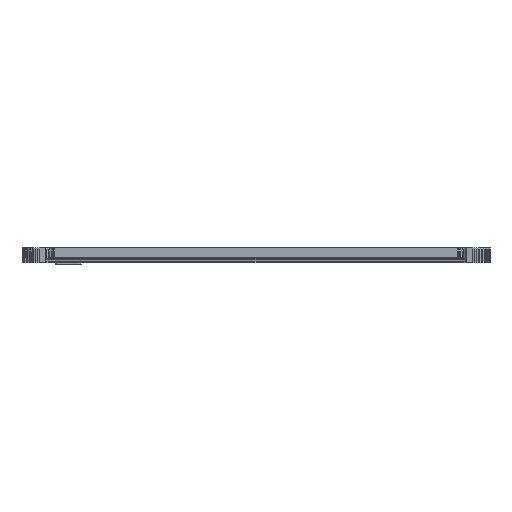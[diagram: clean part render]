
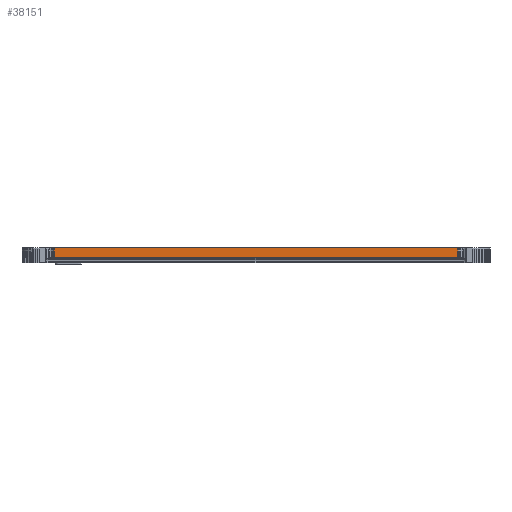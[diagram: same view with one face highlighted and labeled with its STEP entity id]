
A CAD part, front view. The second image highlights one B-rep face of the part: STEP entity #38151.
In plain terms, the highlighted planar face has unit normal (0, -1, 0).
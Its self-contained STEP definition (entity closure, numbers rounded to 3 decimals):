
#36652 = VERTEX_POINT('',#36653);
#36653 = CARTESIAN_POINT('',(-23.3,-18.477,
    1.855));
#36659 = EDGE_CURVE('',#36660,#36652,#36662,.T.);
#36660 = VERTEX_POINT('',#36661);
#36661 = CARTESIAN_POINT('',(23.3,-18.477,
    1.855));
#36662 = LINE('',#36663,#36664);
#36663 = CARTESIAN_POINT('',(23.3,-18.477,
    1.855));
#36664 = VECTOR('',#36665,1.);
#36665 = DIRECTION('',(-1.,0.,0.));
#38102 = VERTEX_POINT('',#38103);
#38103 = CARTESIAN_POINT('',(23.3,-18.477,
    0.8));
#38109 = EDGE_CURVE('',#38110,#38102,#38112,.T.);
#38110 = VERTEX_POINT('',#38111);
#38111 = CARTESIAN_POINT('',(-23.3,-18.477,
    0.8));
#38112 = LINE('',#38113,#38114);
#38113 = CARTESIAN_POINT('',(-23.3,-18.477,
    0.8));
#38114 = VECTOR('',#38115,1.);
#38115 = DIRECTION('',(1.,0.,0.));
#38151 = ADVANCED_FACE('',(#38152),#38168,.T.);
#38152 = FACE_BOUND('',#38153,.T.);
#38153 = EDGE_LOOP('',(#38154,#38155,#38161,#38162));
#38154 = ORIENTED_EDGE('',*,*,#38109,.T.);
#38155 = ORIENTED_EDGE('',*,*,#38156,.T.);
#38156 = EDGE_CURVE('',#38102,#36660,#38157,.T.);
#38157 = LINE('',#38158,#38159);
#38158 = CARTESIAN_POINT('',(23.3,-18.477,
    0.8));
#38159 = VECTOR('',#38160,1.);
#38160 = DIRECTION('',(0.,0.,1.));
#38161 = ORIENTED_EDGE('',*,*,#36659,.T.);
#38162 = ORIENTED_EDGE('',*,*,#38163,.F.);
#38163 = EDGE_CURVE('',#38110,#36652,#38164,.T.);
#38164 = LINE('',#38165,#38166);
#38165 = CARTESIAN_POINT('',(-23.3,-18.477,
    0.8));
#38166 = VECTOR('',#38167,1.);
#38167 = DIRECTION('',(0.,0.,1.));
#38168 = PLANE('',#38169);
#38169 = AXIS2_PLACEMENT_3D('',#38170,#38171,#38172);
#38170 = CARTESIAN_POINT('',(0.,-18.477,1.327));
#38171 = DIRECTION('',(-0.,-1.,-0.));
#38172 = DIRECTION('',(0.,0.,-1.));
